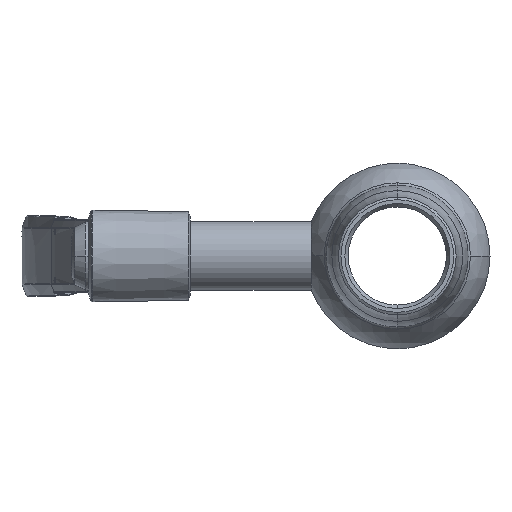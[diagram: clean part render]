
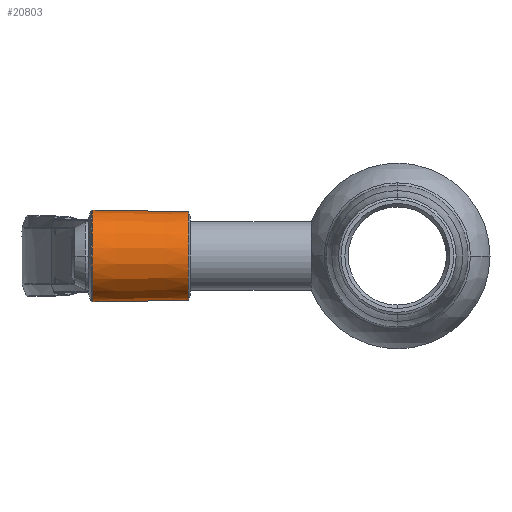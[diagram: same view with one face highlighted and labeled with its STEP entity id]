
A CAD part, left-side view. The second image highlights one B-rep face of the part: STEP entity #20803.
In plain terms, the highlighted conical face has half-angle 1 degrees and reference radius 18 mm.
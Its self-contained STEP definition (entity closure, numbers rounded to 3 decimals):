
#615 = ORIENTED_EDGE ( 'NONE', *, *, #24800, .T. ) ;
#974 = EDGE_LOOP ( 'NONE', ( #10873, #17159, #615, #32762 ) ) ;
#999 = DIRECTION ( 'NONE',  ( 0., 0., -1. ) ) ;
#2745 = DIRECTION ( 'NONE',  ( 0., 1., -0.017 ) ) ;
#3028 = AXIS2_PLACEMENT_3D ( 'NONE', #19876, #4707, #19494 ) ;
#3845 = FACE_OUTER_BOUND ( 'NONE', #974, .T. ) ;
#4707 = DIRECTION ( 'NONE',  ( 0., 1., 0. ) ) ;
#5396 = DIRECTION ( 'NONE',  ( 0., 1., 0. ) ) ;
#6127 = AXIS2_PLACEMENT_3D ( 'NONE', #19705, #25643, #999 ) ;
#8035 = VECTOR ( 'NONE', #2745, 1000. ) ;
#10873 = ORIENTED_EDGE ( 'NONE', *, *, #33885, .F. ) ;
#10954 = VERTEX_POINT ( 'NONE', #12681 ) ;
#12681 = CARTESIAN_POINT ( 'NONE',  ( 0., 85.857, 18.187 ) ) ;
#13820 = VERTEX_POINT ( 'NONE', #36341 ) ;
#14776 = CARTESIAN_POINT ( 'NONE',  ( 0., 85.857, -18.187 ) ) ;
#17159 = ORIENTED_EDGE ( 'NONE', *, *, #36802, .T. ) ;
#17427 = DIRECTION ( 'NONE',  ( 0., 0., 1. ) ) ;
#17946 = CONICAL_SURFACE ( 'NONE', #36199, 18., 0.017 ) ;
#19494 = DIRECTION ( 'NONE',  ( 0., 0., -1. ) ) ;
#19705 = CARTESIAN_POINT ( 'NONE',  ( 0., 125.354, 0. ) ) ;
#19790 = VERTEX_POINT ( 'NONE', #28523 ) ;
#19876 = CARTESIAN_POINT ( 'NONE',  ( 0., 85.857, 0. ) ) ;
#20803 = ADVANCED_FACE ( 'NONE', ( #3845 ), #17946, .T. ) ;
#22564 = CIRCLE ( 'NONE', #3028, 18.187 ) ;
#22796 = LINE ( 'NONE', #37951, #28756 ) ;
#24800 = EDGE_CURVE ( 'NONE', #10954, #19790, #22796, .T. ) ;
#25643 = DIRECTION ( 'NONE',  ( 0., -1., 0. ) ) ;
#27467 = EDGE_CURVE ( 'NONE', #19790, #13820, #38856, .T. ) ;
#28523 = CARTESIAN_POINT ( 'NONE',  ( 0., 125.354, 18.877 ) ) ;
#28756 = VECTOR ( 'NONE', #34810, 1000. ) ;
#29055 = CARTESIAN_POINT ( 'NONE',  ( 0., 75.124, 0. ) ) ;
#29738 = LINE ( 'NONE', #29935, #8035 ) ;
#29935 = CARTESIAN_POINT ( 'NONE',  ( 0., 75.124, -18. ) ) ;
#32762 = ORIENTED_EDGE ( 'NONE', *, *, #27467, .T. ) ;
#33885 = EDGE_CURVE ( 'NONE', #33913, #13820, #29738, .T. ) ;
#33913 = VERTEX_POINT ( 'NONE', #14776 ) ;
#34810 = DIRECTION ( 'NONE',  ( 0., 1., 0.017 ) ) ;
#36199 = AXIS2_PLACEMENT_3D ( 'NONE', #29055, #5396, #17427 ) ;
#36341 = CARTESIAN_POINT ( 'NONE',  ( 0., 125.354, -18.877 ) ) ;
#36802 = EDGE_CURVE ( 'NONE', #33913, #10954, #22564, .T. ) ;
#37951 = CARTESIAN_POINT ( 'NONE',  ( 0., 75.124, 18. ) ) ;
#38856 = CIRCLE ( 'NONE', #6127, 18.877 ) ;
